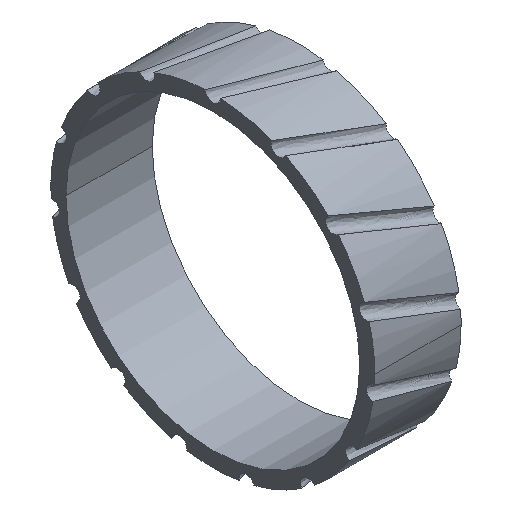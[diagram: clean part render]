
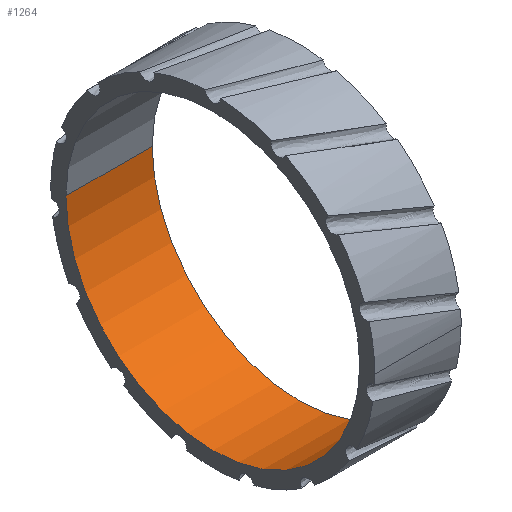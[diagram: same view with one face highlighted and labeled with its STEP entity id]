
A CAD part, isometric view. The second image highlights one B-rep face of the part: STEP entity #1264.
In plain terms, the highlighted cylindrical face has radius 19.5 mm (diameter 39 mm), a partial arc.
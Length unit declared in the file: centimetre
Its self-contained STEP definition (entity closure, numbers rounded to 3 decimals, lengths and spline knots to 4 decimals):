
#15 = ORIENTED_EDGE ( 'NONE', *, *, #373, .F. ) ;
#49 = DIRECTION ( 'NONE',  ( 0., -1., 0. ) ) ;
#98 = VERTEX_POINT ( 'NONE', #447 ) ;
#155 = CARTESIAN_POINT ( 'NONE',  ( -0.185, 1.95, 0. ) ) ;
#201 = EDGE_LOOP ( 'NONE', ( #437, #971, #15, #260 ) ) ;
#210 = CIRCLE ( 'NONE', #1251, 1.95 ) ;
#260 = ORIENTED_EDGE ( 'NONE', *, *, #1066, .F. ) ;
#278 = DIRECTION ( 'NONE',  ( -1., 0., 0. ) ) ;
#296 = CARTESIAN_POINT ( 'NONE',  ( -0.185, 0., 0. ) ) ;
#298 = FACE_OUTER_BOUND ( 'NONE', #201, .T. ) ;
#373 = EDGE_CURVE ( 'NONE', #1040, #98, #210, .T. ) ;
#382 = CARTESIAN_POINT ( 'NONE',  ( -1.33, -1.95, 0. ) ) ;
#437 = ORIENTED_EDGE ( 'NONE', *, *, #1601, .T. ) ;
#446 = DIRECTION ( 'NONE',  ( 0., -1., 0. ) ) ;
#447 = CARTESIAN_POINT ( 'NONE',  ( -1.33, 1.95, 0. ) ) ;
#618 = DIRECTION ( 'NONE',  ( 1., 0., 0. ) ) ;
#636 = DIRECTION ( 'NONE',  ( -1., 0., 0. ) ) ;
#773 = CIRCLE ( 'NONE', #1534, 1.95 ) ;
#823 = LINE ( 'NONE', #1614, #1789 ) ;
#844 = DIRECTION ( 'NONE',  ( 0., -1., 0. ) ) ;
#889 = DIRECTION ( 'NONE',  ( 1., 0., 0. ) ) ;
#971 = ORIENTED_EDGE ( 'NONE', *, *, #1192, .T. ) ;
#1040 = VERTEX_POINT ( 'NONE', #382 ) ;
#1066 = EDGE_CURVE ( 'NONE', #1449, #1040, #823, .T. ) ;
#1192 = EDGE_CURVE ( 'NONE', #1599, #98, #1527, .T. ) ;
#1251 = AXIS2_PLACEMENT_3D ( 'NONE', #1483, #618, #49 ) ;
#1254 = VECTOR ( 'NONE', #1274, 100. ) ;
#1264 = ADVANCED_FACE ( 'NONE', ( #298 ), #1656, .F. ) ;
#1274 = DIRECTION ( 'NONE',  ( -1., 0., 0. ) ) ;
#1396 = CARTESIAN_POINT ( 'NONE',  ( -0.185, 1.95, 0. ) ) ;
#1410 = CARTESIAN_POINT ( 'NONE',  ( -0.185, -1.95, 0. ) ) ;
#1449 = VERTEX_POINT ( 'NONE', #1410 ) ;
#1483 = CARTESIAN_POINT ( 'NONE',  ( -1.33, 0., 0. ) ) ;
#1527 = LINE ( 'NONE', #1396, #1254 ) ;
#1534 = AXIS2_PLACEMENT_3D ( 'NONE', #296, #889, #446 ) ;
#1539 = CARTESIAN_POINT ( 'NONE',  ( -0.185, 0., 0. ) ) ;
#1599 = VERTEX_POINT ( 'NONE', #155 ) ;
#1601 = EDGE_CURVE ( 'NONE', #1449, #1599, #773, .T. ) ;
#1602 = AXIS2_PLACEMENT_3D ( 'NONE', #1539, #278, #844 ) ;
#1614 = CARTESIAN_POINT ( 'NONE',  ( -0.185, -1.95, 0. ) ) ;
#1656 = CYLINDRICAL_SURFACE ( 'NONE', #1602, 1.95 ) ;
#1789 = VECTOR ( 'NONE', #636, 100. ) ;
